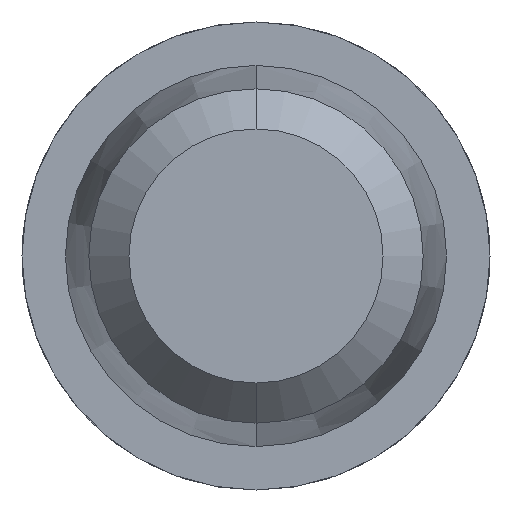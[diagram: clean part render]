
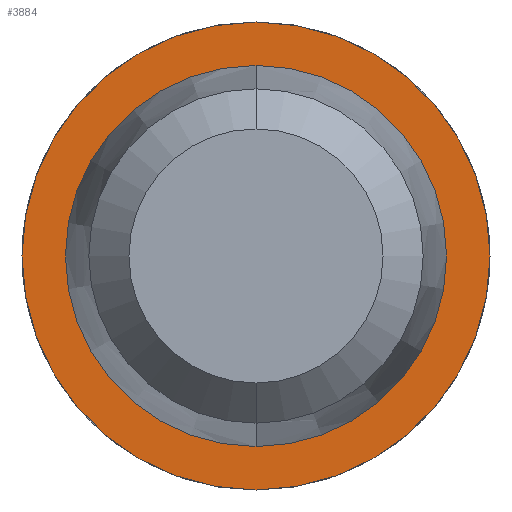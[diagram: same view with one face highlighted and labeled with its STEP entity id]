
A CAD part, front view. The second image highlights one B-rep face of the part: STEP entity #3884.
In plain terms, the highlighted planar face has unit normal (0, -1, 0).
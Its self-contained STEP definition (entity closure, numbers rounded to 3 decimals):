
#24 = AXIS2_PLACEMENT_3D ( 'NONE', #2023, #3828, #3921 ) ;
#49 = CIRCLE ( 'NONE', #3203, 0.57 ) ;
#270 = ORIENTED_EDGE ( 'NONE', *, *, #3597, .F. ) ;
#397 = FACE_OUTER_BOUND ( 'NONE', #1275, .T. ) ;
#500 = ORIENTED_EDGE ( 'NONE', *, *, #3118, .T. ) ;
#590 = CARTESIAN_POINT ( 'NONE',  ( 0., 26., -0.57 ) ) ;
#609 = DIRECTION ( 'NONE',  ( 0., -1., 0. ) ) ;
#650 = VERTEX_POINT ( 'NONE', #2937 ) ;
#686 = CARTESIAN_POINT ( 'NONE',  ( 0., 26., 0. ) ) ;
#749 = AXIS2_PLACEMENT_3D ( 'NONE', #2022, #609, #2935 ) ;
#789 = DIRECTION ( 'NONE',  ( 0., 0., -1. ) ) ;
#939 = CIRCLE ( 'NONE', #24, 0.7 ) ;
#1060 = DIRECTION ( 'NONE',  ( 0., 0., -1. ) ) ;
#1086 = DIRECTION ( 'NONE',  ( 0., 0., -1. ) ) ;
#1147 = VERTEX_POINT ( 'NONE', #590 ) ;
#1224 = VERTEX_POINT ( 'NONE', #2589 ) ;
#1265 = AXIS2_PLACEMENT_3D ( 'NONE', #3751, #4086, #789 ) ;
#1275 = EDGE_LOOP ( 'NONE', ( #500, #4060 ) ) ;
#1563 = CIRCLE ( 'NONE', #2099, 0.57 ) ;
#1684 = CARTESIAN_POINT ( 'NONE',  ( 0., 26., 0. ) ) ;
#2022 = CARTESIAN_POINT ( 'NONE',  ( 0.57, 26., 0. ) ) ;
#2023 = CARTESIAN_POINT ( 'NONE',  ( 0., 26., 0. ) ) ;
#2099 = AXIS2_PLACEMENT_3D ( 'NONE', #1684, #3004, #1060 ) ;
#2201 = ORIENTED_EDGE ( 'NONE', *, *, #2270, .F. ) ;
#2270 = EDGE_CURVE ( 'Defeature ausgef�hrt2_9+Defeature ausgef�hrt2_10+Defeature ausgef�hrt2_10+Defeature ausgef�hrt2_10', #1224, #1147, #49, .T. ) ;
#2548 = CIRCLE ( 'NONE', #1265, 0.7 ) ;
#2589 = CARTESIAN_POINT ( 'NONE',  ( 0., 26., 0.57 ) ) ;
#2734 = DIRECTION ( 'NONE',  ( 0., -1., 0. ) ) ;
#2935 = DIRECTION ( 'NONE',  ( 0., 0., -1. ) ) ;
#2937 = CARTESIAN_POINT ( 'NONE',  ( 0., 26., -0.7 ) ) ;
#3004 = DIRECTION ( 'NONE',  ( 0., -1., 0. ) ) ;
#3053 = CARTESIAN_POINT ( 'NONE',  ( 0., 26., 0.7 ) ) ;
#3118 = EDGE_CURVE ( 'Defeature ausgef�hrt2_10+Defeature ausgef�hrt2_11+Defeature ausgef�hrt2_11+Defeature ausgef�hrt2_11', #650, #3693, #939, .T. ) ;
#3203 = AXIS2_PLACEMENT_3D ( 'NONE', #686, #2734, #1086 ) ;
#3260 = FACE_BOUND ( 'NONE', #3475, .T. ) ;
#3475 = EDGE_LOOP ( 'NONE', ( #2201, #270 ) ) ;
#3597 = EDGE_CURVE ( 'Defeature ausgef�hrt2_9+Defeature ausgef�hrt2_10+Defeature ausgef�hrt2_10+Defeature ausgef�hrt2_10', #1147, #1224, #1563, .T. ) ;
#3693 = VERTEX_POINT ( 'NONE', #3053 ) ;
#3751 = CARTESIAN_POINT ( 'NONE',  ( 0., 26., 0. ) ) ;
#3828 = DIRECTION ( 'NONE',  ( 0., -1., 0. ) ) ;
#3884 = ADVANCED_FACE ( 'Defeature ausgef�hrt2_10', ( #397, #3260 ), #3988, .T. ) ;
#3921 = DIRECTION ( 'NONE',  ( 0., 0., -1. ) ) ;
#3988 = PLANE ( 'NONE',  #749 ) ;
#4060 = ORIENTED_EDGE ( 'NONE', *, *, #4090, .T. ) ;
#4086 = DIRECTION ( 'NONE',  ( 0., -1., 0. ) ) ;
#4090 = EDGE_CURVE ( 'Defeature ausgef�hrt2_10+Defeature ausgef�hrt2_11+Defeature ausgef�hrt2_11+Defeature ausgef�hrt2_11', #3693, #650, #2548, .T. ) ;
